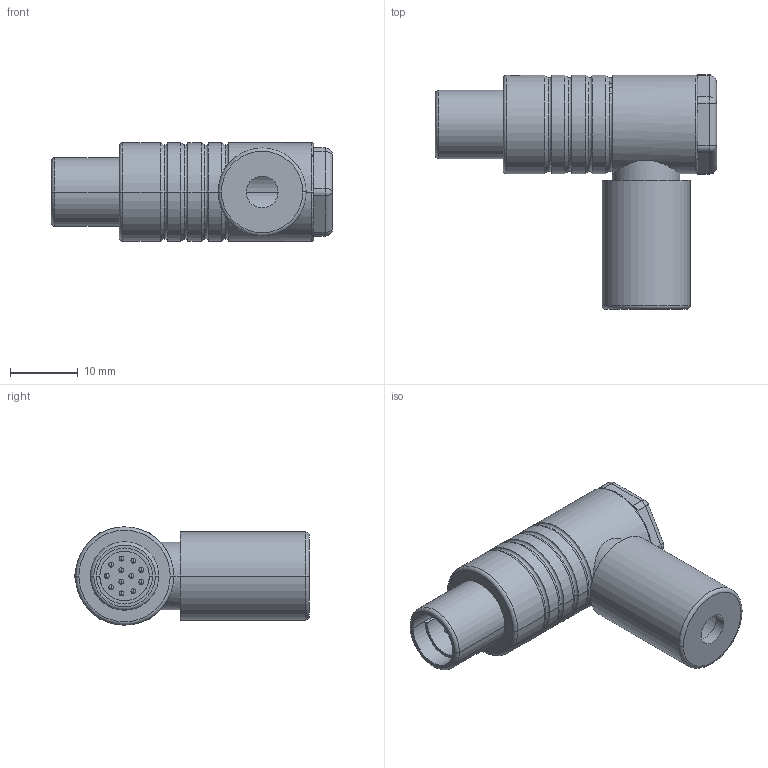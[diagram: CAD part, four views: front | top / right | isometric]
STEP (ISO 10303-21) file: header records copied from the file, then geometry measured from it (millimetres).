
FILE_DESCRIPTION((''),'2;1');
FILE_NAME('W3AF1C-P12M','2021-02-19T10:46:20',('RTrager'),(''),'CREO PARAMETRIC BY PTC INC, 2018300','CREO PARAMETRIC BY PTC INC, 2018300','');
FILE_SCHEMA(('AP242_MANAGED_MODEL_BASED_3D_ENGINEERING_MIM_LF { 1 0 10303 442 1 1 4 }'));
Length unit declared in the file: millimetre
Products named in the file (1): W3AF1C-P12M
Bounding box: 41.5 x 34.59 x 14.5 mm (x, y, z)
Volume: 6339.9 mm3; surface area: 4657.2 mm2
Topology: 1 solids, 1 shells, 260 faces, 631 edges, 379 vertices
Faces by surface type: cylinder 139, plane 55, sphere 30, torus 28, cone 8
Entity records: 11979 total; most frequent: CARTESIAN_POINT 1953, DIRECTION 1391, ORIENTED_EDGE 1214, PRESENTATION_STYLE_ASSIGNMENT 776, STYLED_ITEM 611, CURVE_STYLE 607, EDGE_CURVE 607, AXIS2_PLACEMENT_3D 590
